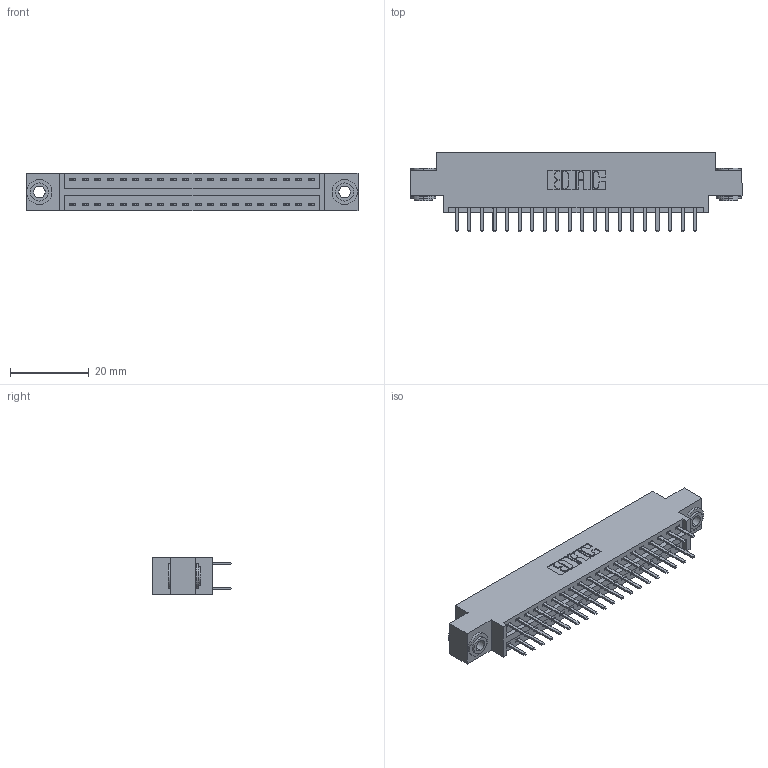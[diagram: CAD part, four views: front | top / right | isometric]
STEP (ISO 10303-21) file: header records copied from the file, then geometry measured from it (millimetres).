
FILE_DESCRIPTION (( 'STEP AP203' ), '1' );
FILE_NAME ('396-040-520-803.STEP', '2019-11-02T05:39:14', ( '' ), ( '' ), 'SwSTEP 2.0', 'SolidWorks 2016', '' );
FILE_SCHEMA (( 'CONFIG_CONTROL_DESIGN' ));
Length unit declared in the file: inch
Products named in the file (4): 346 Part_0.170 Offset - 0.156 Dia-TH; 345-292-001_345-293-120; 345-250-002_345-250-002-102; 396-040-520-803
Assembly tree (43 placements, depth 2):
  396-040-520-803
    346 Part_0.170 Offset - 0.156 Dia-TH
    345-292-001_345-293-120  x40
    345-250-002_345-250-002-102  x2
Bounding box: 84.07 x 20.02 x 9.4 mm (x, y, z)
Volume: 7874.6 mm3; surface area: 10831 mm2
Topology: 43 solids, 43 shells, 2404 faces, 6937 edges, 4514 vertices
Faces by surface type: plane 1570, cylinder 826, cone 8
Entity records: 16910 total; most frequent: CARTESIAN_POINT 2807, ORIENTED_EDGE 2722, DIRECTION 2543, EDGE_CURVE 1361, VECTOR 1121, LINE 1121, VERTEX_POINT 902, AXIS2_PLACEMENT_3D 711
